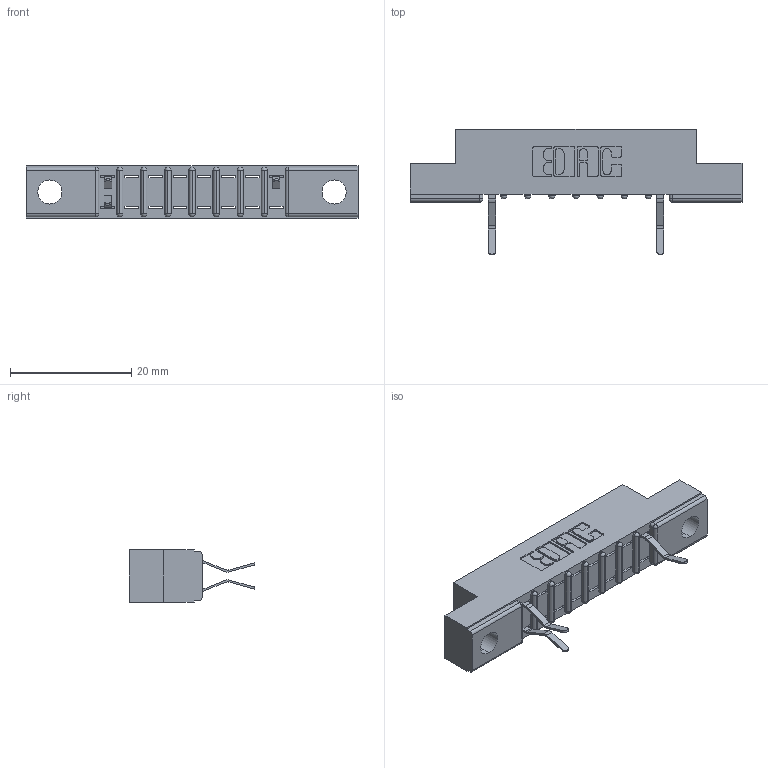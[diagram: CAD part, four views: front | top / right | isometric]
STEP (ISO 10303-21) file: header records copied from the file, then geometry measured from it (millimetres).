
FILE_DESCRIPTION (( 'STEP AP203' ), '1' );
FILE_NAME ('307-016-560-204.STEP', '2018-08-03T21:35:28', ( '' ), ( '' ), 'SwSTEP 2.0', 'SolidWorks 2016', '' );
FILE_SCHEMA (( 'CONFIG_CONTROL_DESIGN' ));
Length unit declared in the file: inch
Products named in the file (3): 307 Part_.156 Dia Mounting Holes; 307-290-001_560; 307-016-560-204
Assembly tree (4 placements, depth 2):
  307-016-560-204
    307 Part_.156 Dia Mounting Holes
    307-290-001_560  x3
Bounding box: 54.71 x 20.73 x 8.71 mm (x, y, z)
Volume: 3309.8 mm3; surface area: 4033 mm2
Topology: 4 solids, 4 shells, 421 faces, 1201 edges, 770 vertices
Faces by surface type: plane 261, cylinder 142, sphere 18
Entity records: 11412 total; most frequent: CARTESIAN_POINT 1937, ORIENTED_EDGE 1926, DIRECTION 1891, EDGE_CURVE 963, VECTOR 731, LINE 731, VERTEX_POINT 626, AXIS2_PLACEMENT_3D 580
